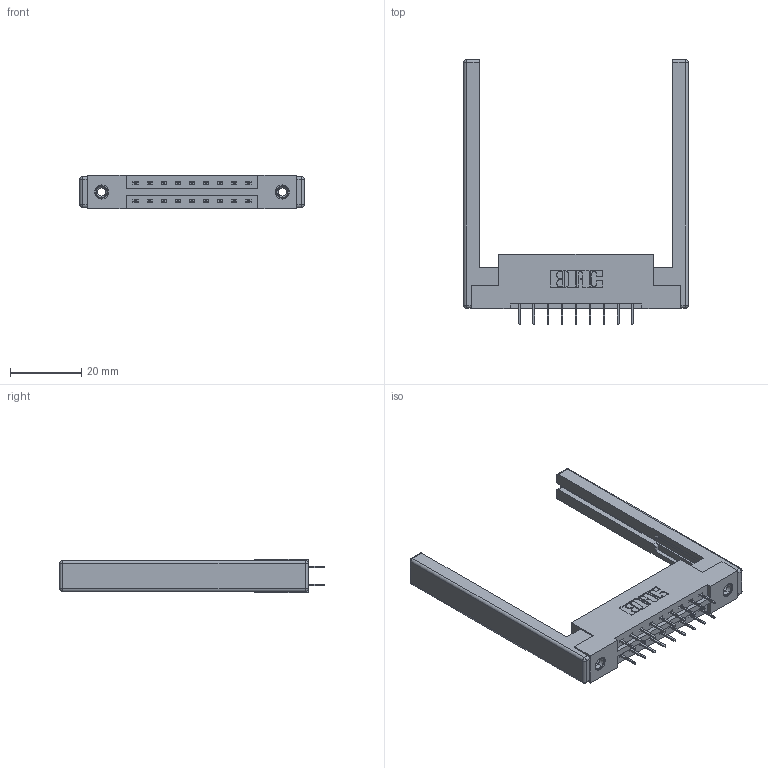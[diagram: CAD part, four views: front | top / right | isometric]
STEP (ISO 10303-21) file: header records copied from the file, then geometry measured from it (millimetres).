
FILE_DESCRIPTION (( 'STEP AP203' ), '1' );
FILE_NAME ('387-018-524-268.STEP', '2019-10-16T00:55:09', ( '' ), ( '' ), 'SwSTEP 2.0', 'SolidWorks 2016', '' );
FILE_SCHEMA (( 'CONFIG_CONTROL_DESIGN' ));
Length unit declared in the file: inch
Products named in the file (5): 345-250-001_345-250-001-102; 307-220-068; 387-018-524-268; 345-292-001_345-293-124; 337 Part_Flush Mounting Lugs - 0.156 Dia-TI
Assembly tree (23 placements, depth 2):
  387-018-524-268
    337 Part_Flush Mounting Lugs - 0.156 Dia-TI
    345-292-001_345-293-124  x18
    345-250-001_345-250-001-102  x2
    307-220-068  x2
Bounding box: 63.09 x 74.43 x 9.4 mm (x, y, z)
Volume: 10567.6 mm3; surface area: 10619.1 mm2
Topology: 23 solids, 23 shells, 1312 faces, 3671 edges, 2354 vertices
Faces by surface type: plane 950, cylinder 338, cone 12, sphere 8, torus 4
Entity records: 14080 total; most frequent: CARTESIAN_POINT 2363, ORIENTED_EDGE 2288, DIRECTION 2142, EDGE_CURVE 1144, LINE 970, VECTOR 970, VERTEX_POINT 750, AXIS2_PLACEMENT_3D 586
